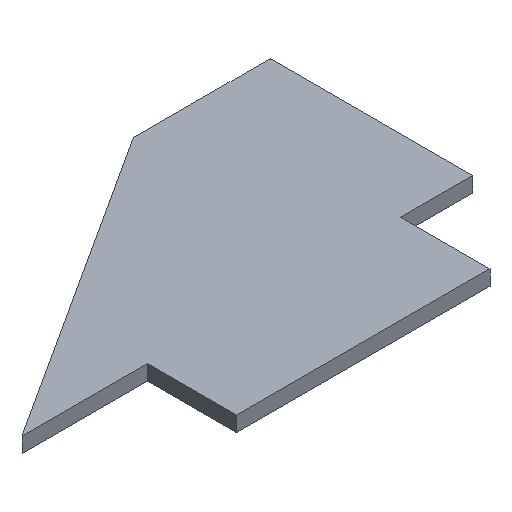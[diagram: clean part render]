
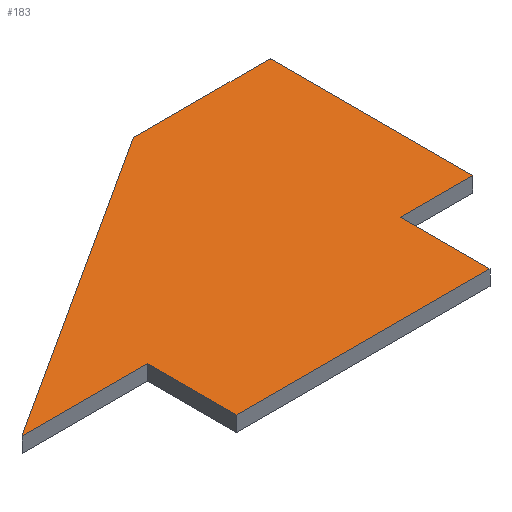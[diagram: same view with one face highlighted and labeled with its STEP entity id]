
A CAD part, isometric view. The second image highlights one B-rep face of the part: STEP entity #183.
In plain terms, the highlighted planar face has unit normal (0, 0, 1).
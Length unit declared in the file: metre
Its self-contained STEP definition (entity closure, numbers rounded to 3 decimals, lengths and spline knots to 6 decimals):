
#32=ORIENTED_EDGE('',*,*,#65,.F.);
#33=ORIENTED_EDGE('',*,*,#61,.T.);
#34=ORIENTED_EDGE('',*,*,#76,.T.);
#35=ORIENTED_EDGE('',*,*,#77,.T.);
#36=ORIENTED_EDGE('',*,*,#78,.T.);
#37=ORIENTED_EDGE('',*,*,#67,.T.);
#38=ORIENTED_EDGE('',*,*,#73,.F.);
#39=ORIENTED_EDGE('',*,*,#75,.F.);
#61=EDGE_CURVE('',#86,#84,#101,.T.);
#65=EDGE_CURVE('',#86,#89,#105,.T.);
#67=EDGE_CURVE('',#90,#91,#107,.T.);
#73=EDGE_CURVE('',#95,#91,#113,.T.);
#75=EDGE_CURVE('',#89,#95,#115,.T.);
#76=EDGE_CURVE('',#84,#96,#116,.T.);
#77=EDGE_CURVE('',#96,#97,#117,.T.);
#78=EDGE_CURVE('',#97,#90,#118,.T.);
#84=VERTEX_POINT('',#260);
#86=VERTEX_POINT('',#263);
#89=VERTEX_POINT('',#271);
#90=VERTEX_POINT('',#275);
#91=VERTEX_POINT('',#276);
#95=VERTEX_POINT('',#286);
#96=VERTEX_POINT('',#293);
#97=VERTEX_POINT('',#295);
#101=LINE('',#262,#125);
#105=LINE('',#270,#129);
#107=LINE('',#274,#131);
#113=LINE('',#287,#137);
#115=LINE('',#290,#139);
#116=LINE('',#292,#140);
#117=LINE('',#294,#141);
#118=LINE('',#296,#142);
#125=VECTOR('',#216,1.);
#129=VECTOR('',#222,1.);
#131=VECTOR('',#226,1.);
#137=VECTOR('',#234,1.);
#139=VECTOR('',#238,1.);
#140=VECTOR('',#241,1.);
#141=VECTOR('',#242,1.);
#142=VECTOR('',#243,1.);
#153=EDGE_LOOP('',(#32,#33,#34,#35,#36,#37,#38,#39));
#163=FACE_BOUND('',#153,.T.);
#173=PLANE('',#206);
#183=ADVANCED_FACE('',(#163),#173,.T.);
#206=AXIS2_PLACEMENT_3D('',#291,#239,#240);
#216=DIRECTION('',(1.,0.,0.));
#222=DIRECTION('',(0.84,0.542,0.));
#226=DIRECTION('',(1.,0.,0.));
#234=DIRECTION('',(0.,-1.,0.));
#238=DIRECTION('',(1.,0.,0.));
#239=DIRECTION('',(0.,0.,1.));
#240=DIRECTION('',(1.,0.,0.));
#241=DIRECTION('',(0.,-1.,0.));
#242=DIRECTION('',(1.,0.,0.));
#243=DIRECTION('',(0.,1.,0.));
#260=CARTESIAN_POINT('',(-0.037249,0.,0.003));
#262=CARTESIAN_POINT('',(-0.0175,0.,0.003));
#263=CARTESIAN_POINT('',(-0.062,0.,0.003));
#270=CARTESIAN_POINT('',(-0.031,0.02,0.003));
#271=CARTESIAN_POINT('',(0.,0.04,0.003));
#274=CARTESIAN_POINT('',(-0.0175,0.,0.003));
#275=CARTESIAN_POINT('',(0.012751,0.,0.003));
#276=CARTESIAN_POINT('',(0.027,0.,0.003));
#286=CARTESIAN_POINT('',(0.027,0.04,0.003));
#287=CARTESIAN_POINT('',(0.027,0.02,0.003));
#290=CARTESIAN_POINT('',(0.0135,0.04,0.003));
#291=CARTESIAN_POINT('',(-0.0175,0.02,0.003));
#292=CARTESIAN_POINT('',(-0.037249,-0.008817,0.003));
#293=CARTESIAN_POINT('',(-0.037249,-0.017633,0.003));
#294=CARTESIAN_POINT('',(-0.012249,-0.017633,0.003));
#295=CARTESIAN_POINT('',(0.012751,-0.017633,0.003));
#296=CARTESIAN_POINT('',(0.012751,-0.008817,0.003));
